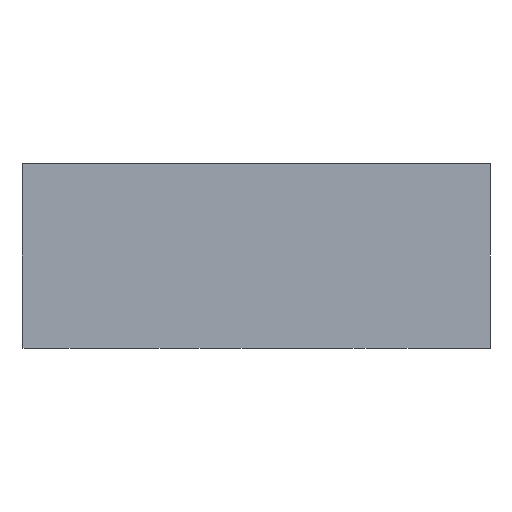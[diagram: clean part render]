
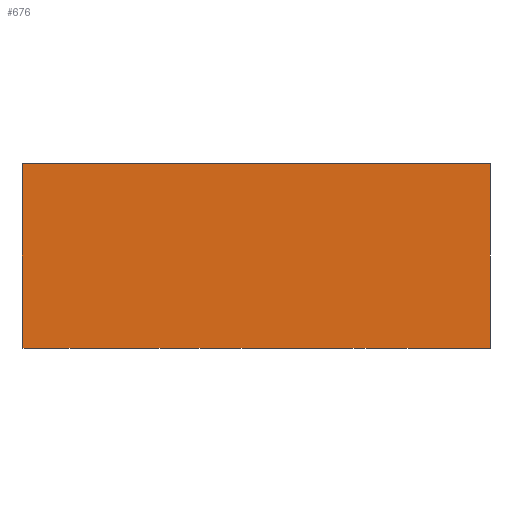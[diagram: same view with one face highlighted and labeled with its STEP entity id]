
A CAD part, front view. The second image highlights one B-rep face of the part: STEP entity #676.
In plain terms, the highlighted planar face has unit normal (0, -1, 0).
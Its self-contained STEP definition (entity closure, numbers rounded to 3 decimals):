
#75 = VERTEX_POINT ( 'NONE', #2173 ) ;
#421 = ORIENTED_EDGE ( 'NONE', *, *, #2475, .F. ) ;
#447 = CARTESIAN_POINT ( 'NONE',  ( -75.111, -0.103, -12. ) ) ;
#466 = CARTESIAN_POINT ( 'NONE',  ( 74.888, -0.103, 47. ) ) ;
#561 = DIRECTION ( 'NONE',  ( 0., -1., 0. ) ) ;
#611 = VERTEX_POINT ( 'NONE', #1585 ) ;
#676 = ADVANCED_FACE ( 'NONE', ( #2079 ), #1472, .T. ) ;
#733 = LINE ( 'NONE', #1586, #1787 ) ;
#745 = AXIS2_PLACEMENT_3D ( 'NONE', #1890, #561, #1681 ) ;
#900 = VECTOR ( 'NONE', #2112, 1000. ) ;
#964 = VERTEX_POINT ( 'NONE', #466 ) ;
#975 = LINE ( 'NONE', #2664, #2297 ) ;
#986 = CARTESIAN_POINT ( 'NONE',  ( -75.111, -0.103, -12. ) ) ;
#999 = ORIENTED_EDGE ( 'NONE', *, *, #1038, .F. ) ;
#1038 = EDGE_CURVE ( 'NONE', #75, #1264, #733, .T. ) ;
#1114 = CARTESIAN_POINT ( 'NONE',  ( 74.888, -0.103, -12. ) ) ;
#1217 = VECTOR ( 'NONE', #2096, 1000. ) ;
#1264 = VERTEX_POINT ( 'NONE', #447 ) ;
#1310 = LINE ( 'NONE', #1114, #900 ) ;
#1472 = PLANE ( 'NONE',  #745 ) ;
#1486 = EDGE_LOOP ( 'NONE', ( #2468, #1533, #421, #999 ) ) ;
#1533 = ORIENTED_EDGE ( 'NONE', *, *, #2045, .T. ) ;
#1585 = CARTESIAN_POINT ( 'NONE',  ( -75.111, -0.103, 47. ) ) ;
#1586 = CARTESIAN_POINT ( 'NONE',  ( 74.888, -0.103, -12. ) ) ;
#1681 = DIRECTION ( 'NONE',  ( 0., 0., -1. ) ) ;
#1787 = VECTOR ( 'NONE', #2438, 1000. ) ;
#1890 = CARTESIAN_POINT ( 'NONE',  ( 74.888, -0.103, -12. ) ) ;
#2045 = EDGE_CURVE ( 'NONE', #964, #611, #975, .T. ) ;
#2079 = FACE_OUTER_BOUND ( 'NONE', #1486, .T. ) ;
#2096 = DIRECTION ( 'NONE',  ( 0., 0., 1. ) ) ;
#2112 = DIRECTION ( 'NONE',  ( 0., 0., 1. ) ) ;
#2173 = CARTESIAN_POINT ( 'NONE',  ( 74.888, -0.103, -12. ) ) ;
#2216 = DIRECTION ( 'NONE',  ( -1., 0., 0. ) ) ;
#2297 = VECTOR ( 'NONE', #2216, 1000. ) ;
#2300 = EDGE_CURVE ( 'NONE', #75, #964, #1310, .T. ) ;
#2438 = DIRECTION ( 'NONE',  ( -1., 0., 0. ) ) ;
#2468 = ORIENTED_EDGE ( 'NONE', *, *, #2300, .T. ) ;
#2475 = EDGE_CURVE ( 'NONE', #1264, #611, #2689, .T. ) ;
#2664 = CARTESIAN_POINT ( 'NONE',  ( 74.888, -0.103, 47. ) ) ;
#2689 = LINE ( 'NONE', #986, #1217 ) ;
